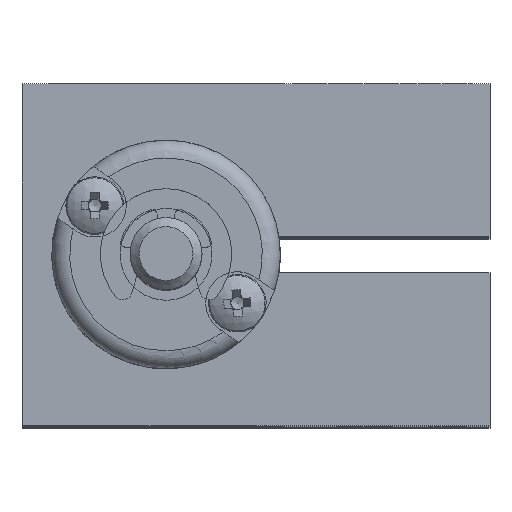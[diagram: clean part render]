
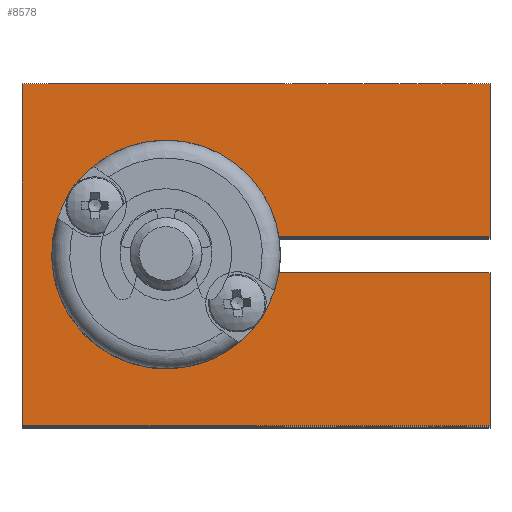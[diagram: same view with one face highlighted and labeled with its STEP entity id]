
A CAD part, top view. The second image highlights one B-rep face of the part: STEP entity #8578.
In plain terms, the highlighted planar face has unit normal (0, 0, 1).
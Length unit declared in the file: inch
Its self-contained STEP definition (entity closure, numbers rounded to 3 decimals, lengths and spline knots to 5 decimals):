
#124 = VERTEX_POINT ( 'NONE', #6736 ) ;
#533 = VECTOR ( 'NONE', #2486, 39.37008 ) ;
#712 = CARTESIAN_POINT ( 'NONE',  ( 0., 0., -1.37795 ) ) ;
#916 = DIRECTION ( 'NONE',  ( 0., 1., 0. ) ) ;
#1167 = EDGE_CURVE ( 'NONE', #124, #1827, #12165, .T. ) ;
#1332 = CARTESIAN_POINT ( 'NONE',  ( 0.24688, 0.03937, -1.37795 ) ) ;
#1591 = VERTEX_POINT ( 'NONE', #2111 ) ;
#1641 = EDGE_CURVE ( 'NONE', #3871, #124, #5423, .T. ) ;
#1764 = PLANE ( 'NONE',  #12682 ) ;
#1827 = VERTEX_POINT ( 'NONE', #1980 ) ;
#1900 = FACE_OUTER_BOUND ( 'NONE', #14509, .T. ) ;
#1980 = CARTESIAN_POINT ( 'NONE',  ( 0.24688, -0.03937, -1.37795 ) ) ;
#2014 = LINE ( 'NONE', #5475, #6713 ) ;
#2045 = CARTESIAN_POINT ( 'NONE',  ( 0.70866, 0.37402, -1.37795 ) ) ;
#2111 = CARTESIAN_POINT ( 'NONE',  ( -0.31496, -0.37402, -1.37795 ) ) ;
#2113 = ORIENTED_EDGE ( 'NONE', *, *, #1167, .T. ) ;
#2190 = ORIENTED_EDGE ( 'NONE', *, *, #12163, .T. ) ;
#2486 = DIRECTION ( 'NONE',  ( 1., 0., 0. ) ) ;
#2558 = CARTESIAN_POINT ( 'NONE',  ( 0.24688, 0.03937, -1.37795 ) ) ;
#2747 = LINE ( 'NONE', #5073, #9701 ) ;
#3049 = DIRECTION ( 'NONE',  ( -1., 0., 0. ) ) ;
#3136 = DIRECTION ( 'NONE',  ( 0., 0., -1. ) ) ;
#3410 = ORIENTED_EDGE ( 'NONE', *, *, #4112, .T. ) ;
#3415 = EDGE_CURVE ( 'NONE', #6942, #6686, #4182, .T. ) ;
#3664 = CARTESIAN_POINT ( 'NONE',  ( -0.31496, 0.37402, -1.37795 ) ) ;
#3871 = VERTEX_POINT ( 'NONE', #6215 ) ;
#4112 = EDGE_CURVE ( 'NONE', #11653, #10868, #5684, .T. ) ;
#4182 = LINE ( 'NONE', #6497, #11037 ) ;
#4816 = ORIENTED_EDGE ( 'NONE', *, *, #3415, .T. ) ;
#5073 = CARTESIAN_POINT ( 'NONE',  ( 0.70866, 0.37402, -1.37795 ) ) ;
#5423 = LINE ( 'NONE', #6688, #6707 ) ;
#5475 = CARTESIAN_POINT ( 'NONE',  ( -0.31496, 0.37402, -1.37795 ) ) ;
#5684 = LINE ( 'NONE', #1332, #12542 ) ;
#5901 = DIRECTION ( 'NONE',  ( 1., 0., 0. ) ) ;
#5923 = ORIENTED_EDGE ( 'NONE', *, *, #8878, .T. ) ;
#6215 = CARTESIAN_POINT ( 'NONE',  ( 0.70866, -0.37402, -1.37795 ) ) ;
#6325 = CIRCLE ( 'NONE', #9231, 0.25 ) ;
#6497 = CARTESIAN_POINT ( 'NONE',  ( -0.31496, 0.37402, -1.37795 ) ) ;
#6686 = VERTEX_POINT ( 'NONE', #3664 ) ;
#6688 = CARTESIAN_POINT ( 'NONE',  ( 0.70866, -0.37402, -1.37795 ) ) ;
#6707 = VECTOR ( 'NONE', #916, 39.37008 ) ;
#6713 = VECTOR ( 'NONE', #14554, 39.37008 ) ;
#6736 = CARTESIAN_POINT ( 'NONE',  ( 0.70866, -0.03937, -1.37795 ) ) ;
#6942 = VERTEX_POINT ( 'NONE', #2045 ) ;
#6967 = ORIENTED_EDGE ( 'NONE', *, *, #1641, .T. ) ;
#7910 = VECTOR ( 'NONE', #13433, 39.37008 ) ;
#8578 = ADVANCED_FACE ( 'NONE', ( #1900 ), #1764, .T. ) ;
#8757 = DIRECTION ( 'NONE',  ( 0., -1., 0. ) ) ;
#8878 = EDGE_CURVE ( 'NONE', #6686, #1591, #2014, .T. ) ;
#9151 = ORIENTED_EDGE ( 'NONE', *, *, #11951, .T. ) ;
#9231 = AXIS2_PLACEMENT_3D ( 'NONE', #10129, #3136, #12290 ) ;
#9328 = LINE ( 'NONE', #12757, #533 ) ;
#9655 = DIRECTION ( 'NONE',  ( 0., 1., 0. ) ) ;
#9701 = VECTOR ( 'NONE', #9655, 39.37008 ) ;
#9838 = ORIENTED_EDGE ( 'NONE', *, *, #10542, .T. ) ;
#10013 = CARTESIAN_POINT ( 'NONE',  ( 0.70866, 0.03937, -1.37795 ) ) ;
#10129 = CARTESIAN_POINT ( 'NONE',  ( 0., 0., -1.37795 ) ) ;
#10542 = EDGE_CURVE ( 'NONE', #1591, #3871, #9328, .T. ) ;
#10868 = VERTEX_POINT ( 'NONE', #10013 ) ;
#10976 = CARTESIAN_POINT ( 'NONE',  ( 0.24688, -0.03937, -1.37795 ) ) ;
#11037 = VECTOR ( 'NONE', #3049, 39.37008 ) ;
#11139 = DIRECTION ( 'NONE',  ( 0., 0., 1. ) ) ;
#11653 = VERTEX_POINT ( 'NONE', #2558 ) ;
#11951 = EDGE_CURVE ( 'NONE', #1827, #11653, #6325, .T. ) ;
#12163 = EDGE_CURVE ( 'NONE', #10868, #6942, #2747, .T. ) ;
#12165 = LINE ( 'NONE', #10976, #7910 ) ;
#12290 = DIRECTION ( 'NONE',  ( 0., -1., 0. ) ) ;
#12542 = VECTOR ( 'NONE', #5901, 39.37008 ) ;
#12682 = AXIS2_PLACEMENT_3D ( 'NONE', #712, #11139, #8757 ) ;
#12757 = CARTESIAN_POINT ( 'NONE',  ( -0.31496, -0.37402, -1.37795 ) ) ;
#13433 = DIRECTION ( 'NONE',  ( -1., 0., 0. ) ) ;
#14509 = EDGE_LOOP ( 'NONE', ( #2190, #4816, #5923, #9838, #6967, #2113, #9151, #3410 ) ) ;
#14554 = DIRECTION ( 'NONE',  ( 0., -1., 0. ) ) ;
